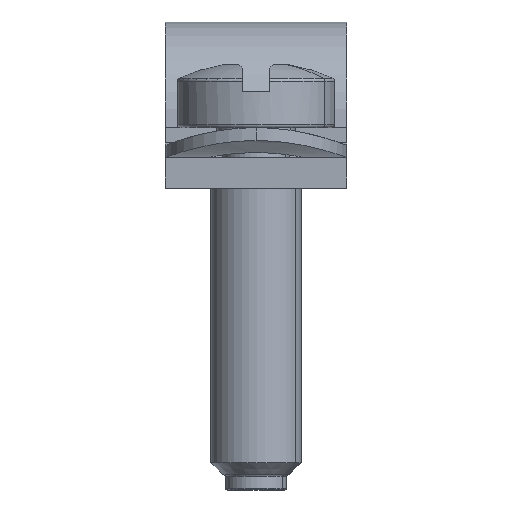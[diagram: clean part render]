
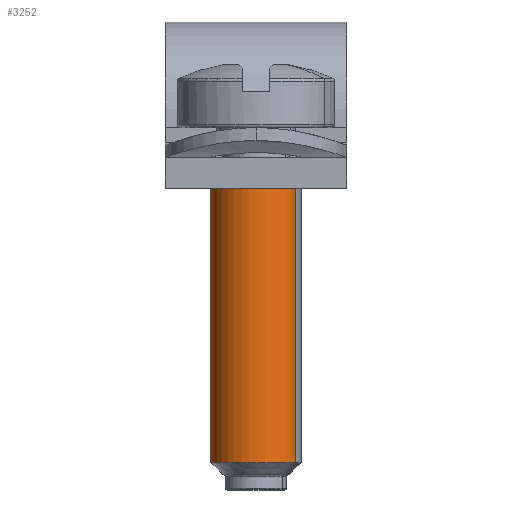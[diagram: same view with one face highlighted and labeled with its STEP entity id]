
A CAD part, front view. The second image highlights one B-rep face of the part: STEP entity #3252.
In plain terms, the highlighted cylindrical face has radius 1.5 mm (diameter 3 mm), a partial arc.
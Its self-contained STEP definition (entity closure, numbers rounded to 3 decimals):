
#3200=AXIS2_PLACEMENT_3D('Circle Axis2P3D',#3198,#3199,$) ;
#3213=AXIS2_PLACEMENT_3D('Cylinder Axis2P3D',#3210,#3211,#3212) ;
#3243=AXIS2_PLACEMENT_3D('Circle Axis2P3D',#3241,#3242,$) ;
#3176=CARTESIAN_POINT('Vertex',(4.316,3.281,10.6)) ;
#3183=CARTESIAN_POINT('Vertex',(1.684,4.719,10.6)) ;
#3198=CARTESIAN_POINT('Axis2P3D Location',(3.,4.,10.6)) ;
#3210=CARTESIAN_POINT('Axis2P3D Location',(3.,4.,7.05)) ;
#3215=CARTESIAN_POINT('Line Origine',(4.316,3.281,5.75)) ;
#3219=CARTESIAN_POINT('Vertex',(4.316,3.281,0.9)) ;
#3226=CARTESIAN_POINT('Vertex',(1.684,4.719,0.9)) ;
#3229=CARTESIAN_POINT('Line Origine',(1.684,4.719,5.75)) ;
#3241=CARTESIAN_POINT('Axis2P3D Location',(3.,4.,0.9)) ;
#3199=DIRECTION('Axis2P3D Direction',(0.,0.,-1.)) ;
#3211=DIRECTION('Axis2P3D Direction',(0.,0.,-1.)) ;
#3212=DIRECTION('Axis2P3D XDirection',(-0.878,0.479,-0.)) ;
#3216=DIRECTION('Vector Direction',(0.,0.,-1.)) ;
#3230=DIRECTION('Vector Direction',(0.,0.,-1.)) ;
#3242=DIRECTION('Axis2P3D Direction',(0.,0.,-1.)) ;
#3217=VECTOR('Line Direction',#3216,1.) ;
#3231=VECTOR('Line Direction',#3230,1.) ;
#3247=ORIENTED_EDGE('',*,*,#3233,.T.) ;
#3248=ORIENTED_EDGE('',*,*,#3245,.F.) ;
#3249=ORIENTED_EDGE('',*,*,#3221,.F.) ;
#3250=ORIENTED_EDGE('',*,*,#3202,.T.) ;
#3252=ADVANCED_FACE('K\X2\00F6\X0\rper.5',(#3251),#3214,.T.) ;
#3201=CIRCLE('generated circle',#3200,1.5) ;
#3244=CIRCLE('generated circle',#3243,1.5) ;
#3214=CYLINDRICAL_SURFACE('generated cylinder',#3213,1.5) ;
#3202=EDGE_CURVE('',#3177,#3184,#3201,.T.) ;
#3221=EDGE_CURVE('',#3177,#3220,#3218,.T.) ;
#3233=EDGE_CURVE('',#3184,#3227,#3232,.T.) ;
#3245=EDGE_CURVE('',#3220,#3227,#3244,.T.) ;
#3246=EDGE_LOOP('',(#3247,#3248,#3249,#3250)) ;
#3251=FACE_OUTER_BOUND('',#3246,.T.) ;
#3218=LINE('Line',#3215,#3217) ;
#3232=LINE('Line',#3229,#3231) ;
#3177=VERTEX_POINT('',#3176) ;
#3184=VERTEX_POINT('',#3183) ;
#3220=VERTEX_POINT('',#3219) ;
#3227=VERTEX_POINT('',#3226) ;
